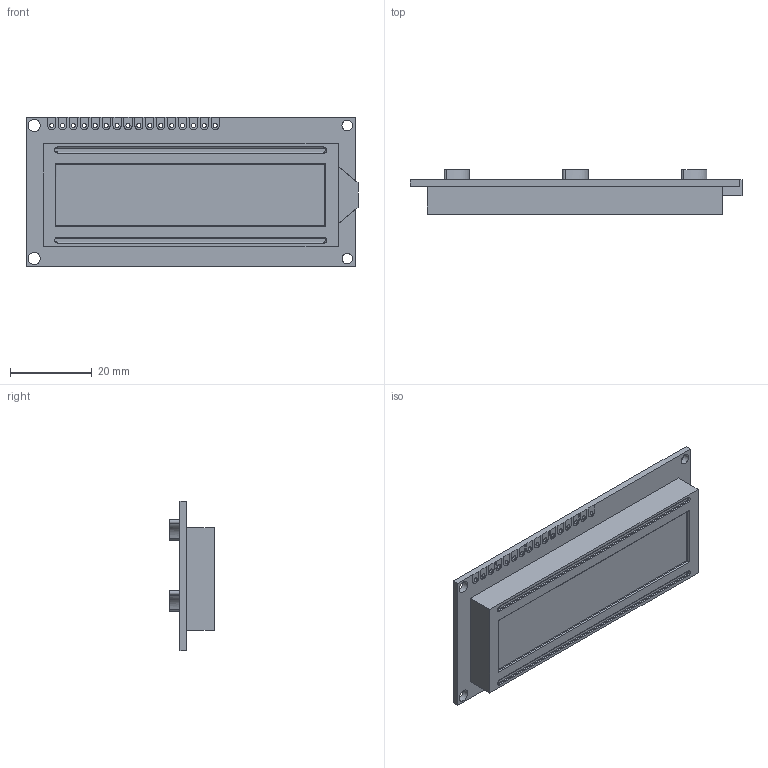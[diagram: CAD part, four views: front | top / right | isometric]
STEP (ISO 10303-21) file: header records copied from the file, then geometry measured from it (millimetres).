
FILE_DESCRIPTION(/* description */ (''),/* implementation_level */ '2;1');
FILE_NAME(/* name */ 'LCD Display 1602A (white on blue) v3.step',/* time_stamp */ '2021-04-15T21:59:46+03:00',/* author */ (''),/* organization */ (''),/* preprocessor_version */ 'ST-DEVELOPER v18.1',/* originating_system */ 'Autodesk Translation Framework v10.6.0.1341',/* authorisation */ '');
FILE_SCHEMA (('AUTOMOTIVE_DESIGN { 1 0 10303 214 3 1 1 }'));
Length unit declared in the file: millimetre
Products named in the file (2): LCD Display 1602A  (white on blue); Component2
Assembly tree (1 placements, depth 2):
  LCD Display 1602A  (white on blue)
    Component2
Bounding box: 81.12 x 10.9 x 36.5 mm (x, y, z)
Volume: 16434.5 mm3; surface area: 8122.2 mm2
Topology: 1 solids, 1 shells, 157 faces, 426 edges, 280 vertices
Faces by surface type: plane 81, cylinder 60, bspline 12, torus 4
Full cylindrical faces by diameter (mm): 1 x16, 2.542 x1, 2.596 x1, 3 x2
Entity records: 5459 total; most frequent: CARTESIAN_POINT 1239, ORIENTED_EDGE 852, DIRECTION 820, EDGE_CURVE 426, LINE 282, VECTOR 282, VERTEX_POINT 280, AXIS2_PLACEMENT_3D 269
